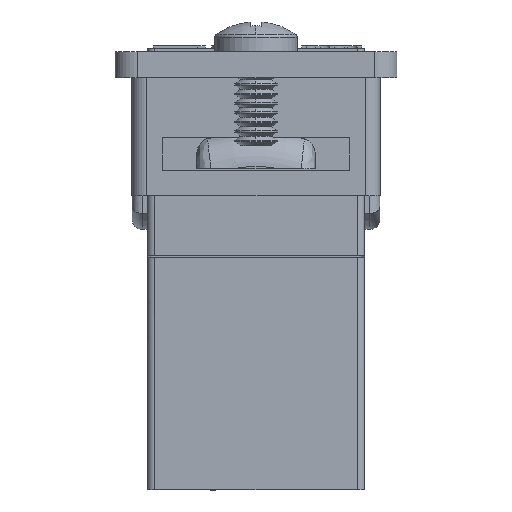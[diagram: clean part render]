
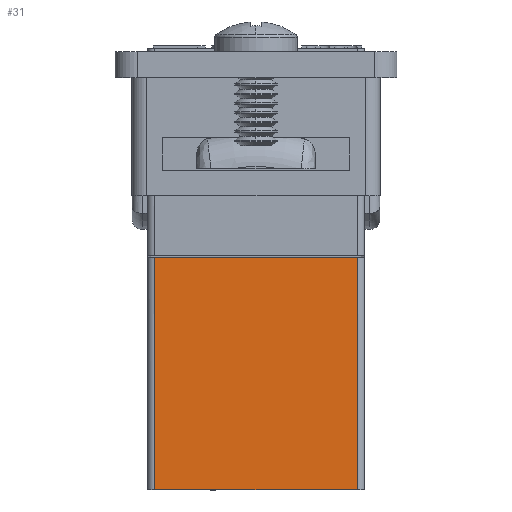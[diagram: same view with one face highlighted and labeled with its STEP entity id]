
A CAD part, front view. The second image highlights one B-rep face of the part: STEP entity #31.
In plain terms, the highlighted face is planar.
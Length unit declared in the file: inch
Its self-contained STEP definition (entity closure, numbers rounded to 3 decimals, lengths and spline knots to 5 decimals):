
#31 = ADVANCED_FACE ( 'NONE', ( #1338 ), #856, .F. ) ;
#843 = DIRECTION ( 'NONE',  ( 1., 0., 0. ) ) ;
#850 = DIRECTION ( 'NONE',  ( 0., 0., 1. ) ) ;
#856 = PLANE ( 'NONE',  #10823 ) ;
#869 = CARTESIAN_POINT ( 'NONE',  ( -0.28937, 0.58661, -0.3189 ) ) ;
#1338 = FACE_OUTER_BOUND ( 'NONE', #13872, .T. ) ;
#3184 = CARTESIAN_POINT ( 'NONE',  ( -0.26969, -0.58661, -0.3189 ) ) ;
#3579 = CARTESIAN_POINT ( 'NONE',  ( -0.26969, 0.03168, -0.3189 ) ) ;
#3658 = CARTESIAN_POINT ( 'NONE',  ( 0.26969, 0.03168, -0.3189 ) ) ;
#3685 = CARTESIAN_POINT ( 'NONE',  ( 0.26969, -0.58661, -0.3189 ) ) ;
#9793 = ORIENTED_EDGE ( 'NONE', *, *, #11322, .T. ) ;
#9963 = VERTEX_POINT ( 'NONE', #3579 ) ;
#9969 = VERTEX_POINT ( 'NONE', #3658 ) ;
#9973 = VERTEX_POINT ( 'NONE', #3184 ) ;
#9978 = VERTEX_POINT ( 'NONE', #3685 ) ;
#10325 = ORIENTED_EDGE ( 'NONE', *, *, #11325, .F. ) ;
#10326 = ORIENTED_EDGE ( 'NONE', *, *, #11326, .T. ) ;
#10400 = ORIENTED_EDGE ( 'NONE', *, *, #11324, .T. ) ;
#10823 = AXIS2_PLACEMENT_3D ( 'NONE', #869, #850, #843 ) ;
#11322 = EDGE_CURVE ( 'NONE', #9978, #9973, #17327, .T. ) ;
#11324 = EDGE_CURVE ( 'NONE', #9973, #9963, #17329, .T. ) ;
#11325 = EDGE_CURVE ( 'NONE', #9969, #9963, #17332, .T. ) ;
#11326 = EDGE_CURVE ( 'NONE', #9969, #9978, #17334, .T. ) ;
#13872 = EDGE_LOOP ( 'NONE', ( #9793, #10400, #10325, #10326 ) ) ;
#14993 = CARTESIAN_POINT ( 'NONE',  ( -0.28937, -0.58661, -0.3189 ) ) ;
#14994 = DIRECTION ( 'NONE',  ( 0., 1., 0. ) ) ;
#14995 = DIRECTION ( 'NONE',  ( -1., 0., 0. ) ) ;
#14998 = CARTESIAN_POINT ( 'NONE',  ( -0.26969, 0.58661, -0.3189 ) ) ;
#15002 = CARTESIAN_POINT ( 'NONE',  ( 0.278, 0.03168, -0.3189 ) ) ;
#15003 = DIRECTION ( 'NONE',  ( -1., 0., 0. ) ) ;
#15004 = CARTESIAN_POINT ( 'NONE',  ( 0.26969, 0.58661, -0.3189 ) ) ;
#15005 = DIRECTION ( 'NONE',  ( 0., -1., 0. ) ) ;
#17327 = LINE ( 'NONE', #14993, #17330 ) ;
#17329 = LINE ( 'NONE', #14998, #17333 ) ;
#17330 = VECTOR ( 'NONE', #14995, 39.37008 ) ;
#17332 = LINE ( 'NONE', #15002, #17335 ) ;
#17333 = VECTOR ( 'NONE', #14994, 39.37008 ) ;
#17334 = LINE ( 'NONE', #15004, #17337 ) ;
#17335 = VECTOR ( 'NONE', #15003, 39.37008 ) ;
#17337 = VECTOR ( 'NONE', #15005, 39.37008 ) ;
